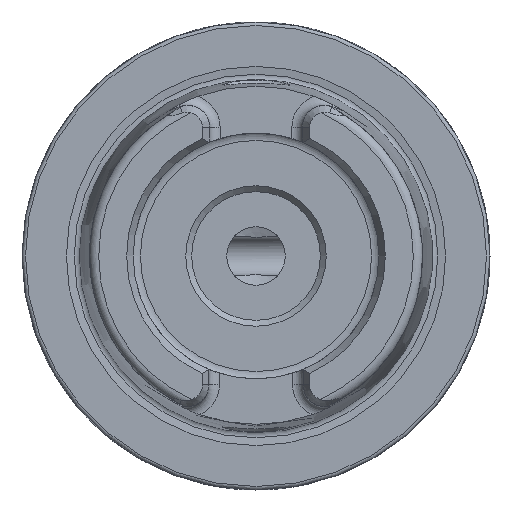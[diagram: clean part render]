
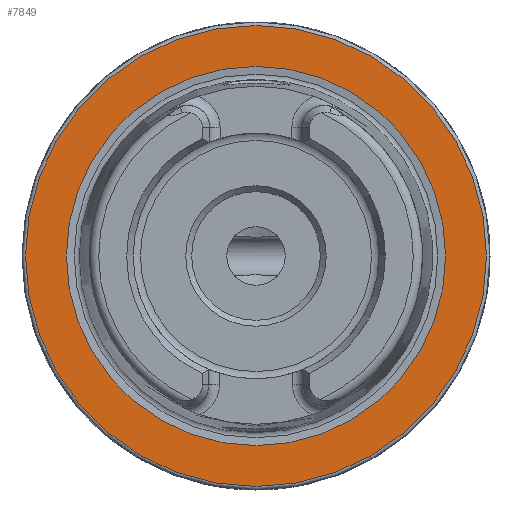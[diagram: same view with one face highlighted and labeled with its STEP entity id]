
A CAD part, left-side view. The second image highlights one B-rep face of the part: STEP entity #7849.
In plain terms, the highlighted planar face has unit normal (-1, 0, 0).
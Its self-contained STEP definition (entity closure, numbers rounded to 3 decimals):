
#778 = AXIS2_PLACEMENT_3D ( 'NONE', #993, #7678, #3743 ) ;
#874 = FACE_BOUND ( 'NONE', #1732, .T. ) ;
#891 = EDGE_LOOP ( 'NONE', ( #1240 ) ) ;
#944 = AXIS2_PLACEMENT_3D ( 'NONE', #8322, #2187, #6893 ) ;
#993 = CARTESIAN_POINT ( 'NONE',  ( 0., 19.7, 0. ) ) ;
#1240 = ORIENTED_EDGE ( 'NONE', *, *, #6849, .T. ) ;
#1507 = FACE_OUTER_BOUND ( 'NONE', #891, .T. ) ;
#1732 = EDGE_LOOP ( 'NONE', ( #3215 ) ) ;
#2187 = DIRECTION ( 'NONE',  ( -1., 0., 0. ) ) ;
#2512 = DIRECTION ( 'NONE',  ( -1., 0., 0. ) ) ;
#3183 = DIRECTION ( 'NONE',  ( 0., 0., 1. ) ) ;
#3215 = ORIENTED_EDGE ( 'NONE', *, *, #8414, .F. ) ;
#3312 = VERTEX_POINT ( 'NONE', #7750 ) ;
#3743 = DIRECTION ( 'NONE',  ( 0., 0., -1. ) ) ;
#4976 = PLANE ( 'NONE',  #778 ) ;
#5620 = AXIS2_PLACEMENT_3D ( 'NONE', #6462, #2512, #3183 ) ;
#6359 = CARTESIAN_POINT ( 'NONE',  ( 0., 0., 16.207 ) ) ;
#6462 = CARTESIAN_POINT ( 'NONE',  ( 0., 0., 0. ) ) ;
#6849 = EDGE_CURVE ( 'NONE', #3312, #3312, #8333, .T. ) ;
#6893 = DIRECTION ( 'NONE',  ( 0., 0., 1. ) ) ;
#7000 = VERTEX_POINT ( 'NONE', #6359 ) ;
#7678 = DIRECTION ( 'NONE',  ( 1., 0., 0. ) ) ;
#7750 = CARTESIAN_POINT ( 'NONE',  ( 0., 0., 19.7 ) ) ;
#7849 = ADVANCED_FACE ( 'NONE', ( #874, #1507 ), #4976, .F. ) ;
#8317 = CIRCLE ( 'NONE', #5620, 16.207 ) ;
#8322 = CARTESIAN_POINT ( 'NONE',  ( 0., 0., 0. ) ) ;
#8333 = CIRCLE ( 'NONE', #944, 19.7 ) ;
#8414 = EDGE_CURVE ( 'NONE', #7000, #7000, #8317, .T. ) ;
